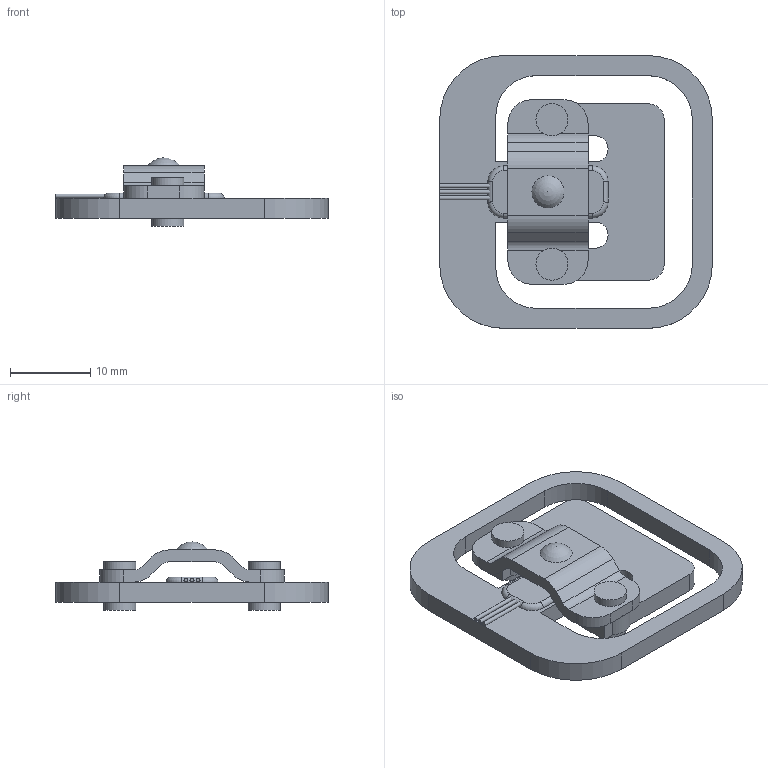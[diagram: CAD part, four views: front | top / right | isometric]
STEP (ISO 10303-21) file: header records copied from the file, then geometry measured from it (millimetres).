
FILE_DESCRIPTION(/* description */ (''),/* implementation_level */ '2;1');
FILE_NAME(/* name */ 'Cella_car.stp',/* time_stamp */ '2020-11-05T13:43:05+01:00',/* author */ ('ESPEU03'),/* organization */ (''),/* preprocessor_version */ 'ST-DEVELOPER v17',/* originating_system */ 'Autodesk Inventor 2018',/* authorisation */ '');
FILE_SCHEMA (('AUTOMOTIVE_DESIGN { 1 0 10303 214 3 1 1 }'));
Length unit declared in the file: millimetre
Products named in the file (1): Cella_car
Bounding box: 34 x 34 x 8.5 mm (x, y, z)
Volume: 2374 mm3; surface area: 3346.2 mm2
Topology: 10 solids, 10 shells, 98 faces, 235 edges, 157 vertices
Faces by surface type: plane 54, cylinder 39, torus 4, sphere 1
Full cylindrical faces by diameter (mm): 0.5 x3, 4 x4
Entity records: 2936 total; most frequent: DIRECTION 521, CARTESIAN_POINT 490, ORIENTED_EDGE 468, EDGE_CURVE 234, AXIS2_PLACEMENT_3D 188, VERTEX_POINT 157, LINE 145, VECTOR 145
